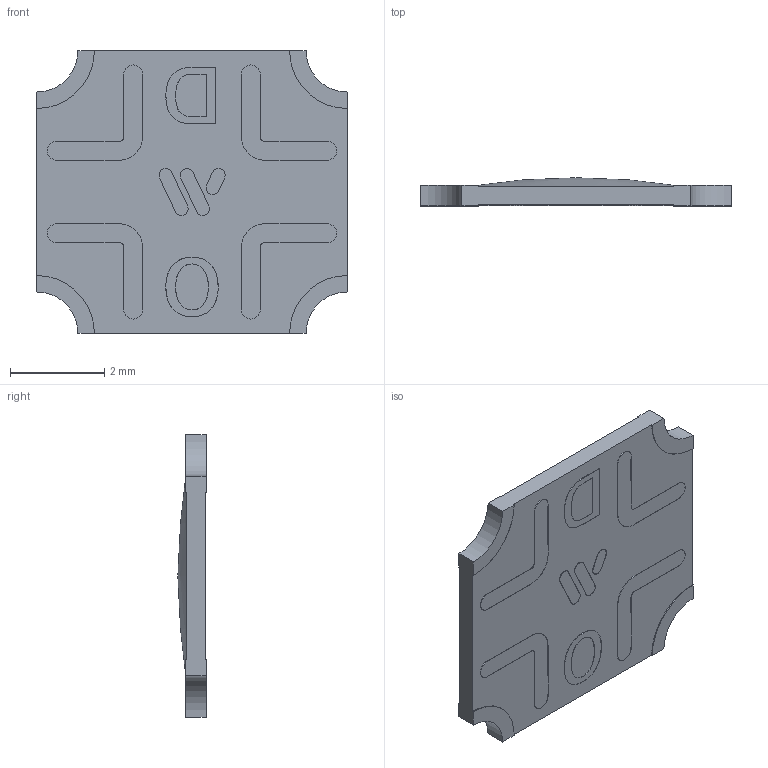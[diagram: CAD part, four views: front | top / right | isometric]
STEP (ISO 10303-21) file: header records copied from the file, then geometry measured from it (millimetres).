
FILE_DESCRIPTION(/* description */ (''),/* implementation_level */ '2;1');
FILE_NAME(/* name */ '',/* time_stamp */ '',/* author */ (''),/* organization */ (''),/* preprocessor_version */ '',/* originating_system */ '',/* authorisation */ '');
FILE_SCHEMA (('AUTOMOTIVE_DESIGN { 1 0 10303 214 3 1 1 }'));
Length unit declared in the file: millimetre
Products named in the file (1): Mitsumi SOP-11xHST
Bounding box: 6.6 x 0.6 x 6 mm (x, y, z)
Volume: 16.5 mm3; surface area: 85 mm2
Topology: 1 solids, 1 shells, 100 faces, 259 edges, 173 vertices
Faces by surface type: plane 53, cylinder 34, bspline 12, sphere 1
Entity records: 3283 total; most frequent: CARTESIAN_POINT 689, ORIENTED_EDGE 518, DIRECTION 482, EDGE_CURVE 259, VERTEX_POINT 173, LINE 166, VECTOR 166, AXIS2_PLACEMENT_3D 158
